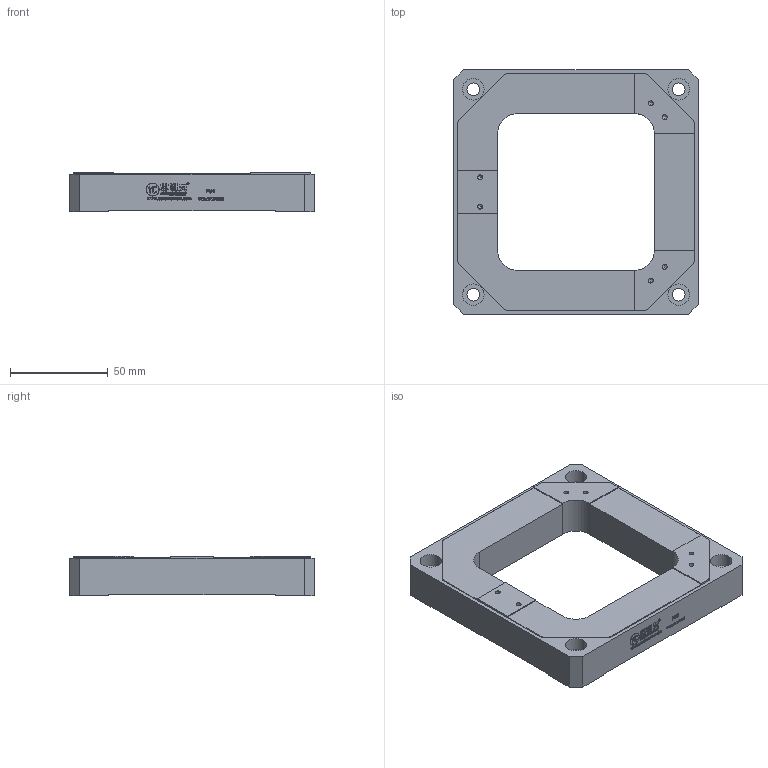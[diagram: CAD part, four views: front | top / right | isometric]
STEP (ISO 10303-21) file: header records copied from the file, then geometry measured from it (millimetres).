
FILE_DESCRIPTION (( 'STEP AP203' ), '1' );
FILE_NAME ('P54-B1俋倛芞.STEP', '2019-11-28T03:05:34', ( '' ), ( '' ), 'SwSTEP 2.0', 'SolidWorks 2016', '' );
FILE_SCHEMA (( 'CONFIG_CONTROL_DESIGN' ));
Products named in the file (1): P54-B1俋倛芞
Bounding box: 125 x 125.02 x 20 mm (x, y, z)
Volume: 171969.8 mm3; surface area: 35803.9 mm2
Topology: 1 solids, 1 shells, 975 faces, 2638 edges, 1750 vertices
Faces by surface type: plane 527, bspline 382, cylinder 54, cone 12
Entity records: 42485 total; most frequent: CARTESIAN_POINT 20414, ORIENTED_EDGE 5252, DIRECTION 3166, EDGE_CURVE 2626, VERTEX_POINT 1750, VECTOR 1746, LINE 1746, EDGE_LOOP 1082
